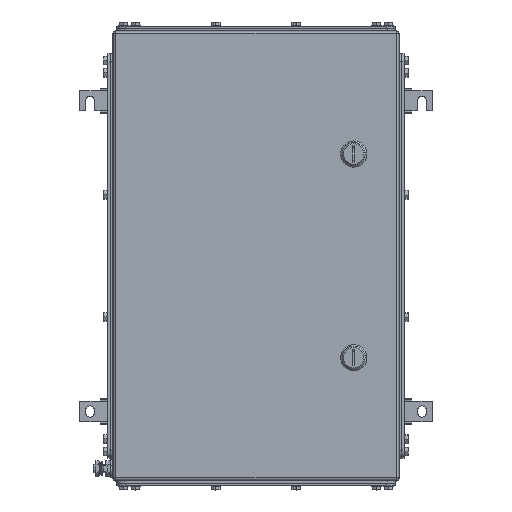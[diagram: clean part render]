
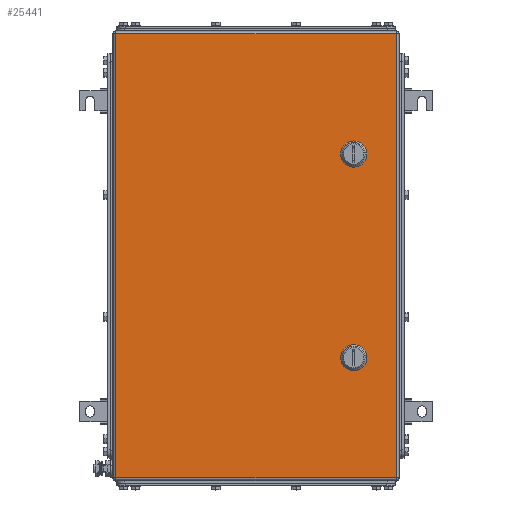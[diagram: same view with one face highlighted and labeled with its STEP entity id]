
A CAD part, top view. The second image highlights one B-rep face of the part: STEP entity #25441.
In plain terms, the highlighted planar face has unit normal (0, 0, 1).
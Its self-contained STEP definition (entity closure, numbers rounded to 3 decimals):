
#25255=AXIS2_PLACEMENT_3D('Circle Axis2P3D',#25253,#25254,$) ;
#25282=AXIS2_PLACEMENT_3D('Plane Axis2P3D',#25279,#25280,#25281) ;
#25327=AXIS2_PLACEMENT_3D('Circle Axis2P3D',#25325,#25326,$) ;
#25341=AXIS2_PLACEMENT_3D('Circle Axis2P3D',#25339,#25340,$) ;
#25355=AXIS2_PLACEMENT_3D('Circle Axis2P3D',#25353,#25354,$) ;
#25377=AXIS2_PLACEMENT_3D('Circle Axis2P3D',#25375,#25376,$) ;
#25393=AXIS2_PLACEMENT_3D('Circle Axis2P3D',#25391,#25392,$) ;
#25407=AXIS2_PLACEMENT_3D('Circle Axis2P3D',#25405,#25406,$) ;
#25421=AXIS2_PLACEMENT_3D('Circle Axis2P3D',#25419,#25420,$) ;
#25250=CARTESIAN_POINT('Vertex',(340.056,400.45,203.5)) ;
#25253=CARTESIAN_POINT('Axis2P3D Location',(335.,410.5,203.5)) ;
#25257=CARTESIAN_POINT('Vertex',(345.05,405.444,203.5)) ;
#25279=CARTESIAN_POINT('Axis2P3D Location',(215.5,286.,203.5)) ;
#25284=CARTESIAN_POINT('Line Origine',(215.5,557.5,203.5)) ;
#25288=CARTESIAN_POINT('Vertex',(387.,557.5,203.5)) ;
#25290=CARTESIAN_POINT('Vertex',(44.,557.5,203.5)) ;
#25293=CARTESIAN_POINT('Line Origine',(44.,286.,203.5)) ;
#25297=CARTESIAN_POINT('Vertex',(44.,14.5,203.5)) ;
#25300=CARTESIAN_POINT('Line Origine',(215.5,14.5,203.5)) ;
#25304=CARTESIAN_POINT('Vertex',(387.,14.5,203.5)) ;
#25307=CARTESIAN_POINT('Line Origine',(387.,286.,203.5)) ;
#25318=CARTESIAN_POINT('Line Origine',(335.,400.45,203.5)) ;
#25322=CARTESIAN_POINT('Vertex',(329.944,400.45,203.5)) ;
#25325=CARTESIAN_POINT('Axis2P3D Location',(335.,410.5,203.5)) ;
#25329=CARTESIAN_POINT('Vertex',(324.95,405.444,203.5)) ;
#25332=CARTESIAN_POINT('Line Origine',(324.95,410.5,203.5)) ;
#25336=CARTESIAN_POINT('Vertex',(324.95,415.556,203.5)) ;
#25339=CARTESIAN_POINT('Axis2P3D Location',(335.,410.5,203.5)) ;
#25343=CARTESIAN_POINT('Vertex',(329.944,420.55,203.5)) ;
#25346=CARTESIAN_POINT('Line Origine',(335.,420.55,203.5)) ;
#25350=CARTESIAN_POINT('Vertex',(340.056,420.55,203.5)) ;
#25353=CARTESIAN_POINT('Axis2P3D Location',(335.,410.5,203.5)) ;
#25357=CARTESIAN_POINT('Vertex',(345.05,415.556,203.5)) ;
#25360=CARTESIAN_POINT('Line Origine',(345.05,410.5,203.5)) ;
#25375=CARTESIAN_POINT('Axis2P3D Location',(335.,161.5,203.5)) ;
#25379=CARTESIAN_POINT('Vertex',(340.056,151.45,203.5)) ;
#25381=CARTESIAN_POINT('Vertex',(345.05,156.444,203.5)) ;
#25384=CARTESIAN_POINT('Line Origine',(335.,151.45,203.5)) ;
#25388=CARTESIAN_POINT('Vertex',(329.944,151.45,203.5)) ;
#25391=CARTESIAN_POINT('Axis2P3D Location',(335.,161.5,203.5)) ;
#25395=CARTESIAN_POINT('Vertex',(324.95,156.444,203.5)) ;
#25398=CARTESIAN_POINT('Line Origine',(324.95,161.5,203.5)) ;
#25402=CARTESIAN_POINT('Vertex',(324.95,166.556,203.5)) ;
#25405=CARTESIAN_POINT('Axis2P3D Location',(335.,161.5,203.5)) ;
#25409=CARTESIAN_POINT('Vertex',(329.944,171.55,203.5)) ;
#25412=CARTESIAN_POINT('Line Origine',(335.,171.55,203.5)) ;
#25416=CARTESIAN_POINT('Vertex',(340.056,171.55,203.5)) ;
#25419=CARTESIAN_POINT('Axis2P3D Location',(335.,161.5,203.5)) ;
#25423=CARTESIAN_POINT('Vertex',(345.05,166.556,203.5)) ;
#25426=CARTESIAN_POINT('Line Origine',(345.05,161.5,203.5)) ;
#25254=DIRECTION('Axis2P3D Direction',(0.,0.,1.)) ;
#25280=DIRECTION('Axis2P3D Direction',(0.,0.,1.)) ;
#25281=DIRECTION('Axis2P3D XDirection',(1.,0.,0.)) ;
#25285=DIRECTION('Vector Direction',(1.,0.,0.)) ;
#25294=DIRECTION('Vector Direction',(0.,-1.,0.)) ;
#25301=DIRECTION('Vector Direction',(1.,0.,0.)) ;
#25308=DIRECTION('Vector Direction',(0.,1.,0.)) ;
#25319=DIRECTION('Vector Direction',(1.,0.,0.)) ;
#25326=DIRECTION('Axis2P3D Direction',(0.,0.,1.)) ;
#25333=DIRECTION('Vector Direction',(0.,1.,0.)) ;
#25340=DIRECTION('Axis2P3D Direction',(0.,0.,1.)) ;
#25347=DIRECTION('Vector Direction',(1.,0.,0.)) ;
#25354=DIRECTION('Axis2P3D Direction',(0.,0.,1.)) ;
#25361=DIRECTION('Vector Direction',(0.,-1.,0.)) ;
#25376=DIRECTION('Axis2P3D Direction',(0.,0.,1.)) ;
#25385=DIRECTION('Vector Direction',(1.,0.,0.)) ;
#25392=DIRECTION('Axis2P3D Direction',(0.,0.,1.)) ;
#25399=DIRECTION('Vector Direction',(0.,1.,0.)) ;
#25406=DIRECTION('Axis2P3D Direction',(0.,0.,1.)) ;
#25413=DIRECTION('Vector Direction',(1.,0.,0.)) ;
#25420=DIRECTION('Axis2P3D Direction',(0.,0.,1.)) ;
#25427=DIRECTION('Vector Direction',(0.,-1.,0.)) ;
#25286=VECTOR('Line Direction',#25285,1.) ;
#25295=VECTOR('Line Direction',#25294,1.) ;
#25302=VECTOR('Line Direction',#25301,1.) ;
#25309=VECTOR('Line Direction',#25308,1.) ;
#25320=VECTOR('Line Direction',#25319,1.) ;
#25334=VECTOR('Line Direction',#25333,1.) ;
#25348=VECTOR('Line Direction',#25347,1.) ;
#25362=VECTOR('Line Direction',#25361,1.) ;
#25386=VECTOR('Line Direction',#25385,1.) ;
#25400=VECTOR('Line Direction',#25399,1.) ;
#25414=VECTOR('Line Direction',#25413,1.) ;
#25428=VECTOR('Line Direction',#25427,1.) ;
#25313=ORIENTED_EDGE('',*,*,#25292,.T.) ;
#25314=ORIENTED_EDGE('',*,*,#25299,.T.) ;
#25315=ORIENTED_EDGE('',*,*,#25306,.T.) ;
#25316=ORIENTED_EDGE('',*,*,#25311,.T.) ;
#25366=ORIENTED_EDGE('',*,*,#25324,.F.) ;
#25367=ORIENTED_EDGE('',*,*,#25331,.F.) ;
#25368=ORIENTED_EDGE('',*,*,#25338,.T.) ;
#25369=ORIENTED_EDGE('',*,*,#25345,.F.) ;
#25370=ORIENTED_EDGE('',*,*,#25352,.T.) ;
#25371=ORIENTED_EDGE('',*,*,#25359,.F.) ;
#25372=ORIENTED_EDGE('',*,*,#25364,.T.) ;
#25373=ORIENTED_EDGE('',*,*,#25259,.F.) ;
#25432=ORIENTED_EDGE('',*,*,#25383,.F.) ;
#25433=ORIENTED_EDGE('',*,*,#25390,.F.) ;
#25434=ORIENTED_EDGE('',*,*,#25397,.F.) ;
#25435=ORIENTED_EDGE('',*,*,#25404,.T.) ;
#25436=ORIENTED_EDGE('',*,*,#25411,.F.) ;
#25437=ORIENTED_EDGE('',*,*,#25418,.T.) ;
#25438=ORIENTED_EDGE('',*,*,#25425,.F.) ;
#25439=ORIENTED_EDGE('',*,*,#25430,.T.) ;
#25374=FACE_BOUND('',#25365,.T.) ;
#25440=FACE_BOUND('',#25431,.T.) ;
#25441=ADVANCED_FACE('ZUB_KTB_QL_553520_4GP_AllCATPart.1\\ZUB_DE_KTB_QL.1\\DE_KTB_MH_PART_MASTER.1\\Koerper.2',(#25317,#25374,#25440),#25283,.T.) ;
#25256=CIRCLE('generated circle',#25255,11.25) ;
#25328=CIRCLE('generated circle',#25327,11.25) ;
#25342=CIRCLE('generated circle',#25341,11.25) ;
#25356=CIRCLE('generated circle',#25355,11.25) ;
#25378=CIRCLE('generated circle',#25377,11.25) ;
#25394=CIRCLE('generated circle',#25393,11.25) ;
#25408=CIRCLE('generated circle',#25407,11.25) ;
#25422=CIRCLE('generated circle',#25421,11.25) ;
#25259=EDGE_CURVE('',#25251,#25258,#25256,.T.) ;
#25292=EDGE_CURVE('',#25289,#25291,#25287,.F.) ;
#25299=EDGE_CURVE('',#25291,#25298,#25296,.T.) ;
#25306=EDGE_CURVE('',#25298,#25305,#25303,.T.) ;
#25311=EDGE_CURVE('',#25305,#25289,#25310,.T.) ;
#25324=EDGE_CURVE('',#25323,#25251,#25321,.T.) ;
#25331=EDGE_CURVE('',#25330,#25323,#25328,.T.) ;
#25338=EDGE_CURVE('',#25330,#25337,#25335,.T.) ;
#25345=EDGE_CURVE('',#25344,#25337,#25342,.T.) ;
#25352=EDGE_CURVE('',#25344,#25351,#25349,.T.) ;
#25359=EDGE_CURVE('',#25358,#25351,#25356,.T.) ;
#25364=EDGE_CURVE('',#25358,#25258,#25363,.T.) ;
#25383=EDGE_CURVE('',#25380,#25382,#25378,.T.) ;
#25390=EDGE_CURVE('',#25389,#25380,#25387,.T.) ;
#25397=EDGE_CURVE('',#25396,#25389,#25394,.T.) ;
#25404=EDGE_CURVE('',#25396,#25403,#25401,.T.) ;
#25411=EDGE_CURVE('',#25410,#25403,#25408,.T.) ;
#25418=EDGE_CURVE('',#25410,#25417,#25415,.T.) ;
#25425=EDGE_CURVE('',#25424,#25417,#25422,.T.) ;
#25430=EDGE_CURVE('',#25424,#25382,#25429,.T.) ;
#25312=EDGE_LOOP('',(#25313,#25314,#25315,#25316)) ;
#25365=EDGE_LOOP('',(#25366,#25367,#25368,#25369,#25370,#25371,#25372,#25373)) ;
#25431=EDGE_LOOP('',(#25432,#25433,#25434,#25435,#25436,#25437,#25438,#25439)) ;
#25317=FACE_OUTER_BOUND('',#25312,.T.) ;
#25287=LINE('Line',#25284,#25286) ;
#25296=LINE('Line',#25293,#25295) ;
#25303=LINE('Line',#25300,#25302) ;
#25310=LINE('Line',#25307,#25309) ;
#25321=LINE('Line',#25318,#25320) ;
#25335=LINE('Line',#25332,#25334) ;
#25349=LINE('Line',#25346,#25348) ;
#25363=LINE('Line',#25360,#25362) ;
#25387=LINE('Line',#25384,#25386) ;
#25401=LINE('Line',#25398,#25400) ;
#25415=LINE('Line',#25412,#25414) ;
#25429=LINE('Line',#25426,#25428) ;
#25283=PLANE('',#25282) ;
#25251=VERTEX_POINT('',#25250) ;
#25258=VERTEX_POINT('',#25257) ;
#25289=VERTEX_POINT('',#25288) ;
#25291=VERTEX_POINT('',#25290) ;
#25298=VERTEX_POINT('',#25297) ;
#25305=VERTEX_POINT('',#25304) ;
#25323=VERTEX_POINT('',#25322) ;
#25330=VERTEX_POINT('',#25329) ;
#25337=VERTEX_POINT('',#25336) ;
#25344=VERTEX_POINT('',#25343) ;
#25351=VERTEX_POINT('',#25350) ;
#25358=VERTEX_POINT('',#25357) ;
#25380=VERTEX_POINT('',#25379) ;
#25382=VERTEX_POINT('',#25381) ;
#25389=VERTEX_POINT('',#25388) ;
#25396=VERTEX_POINT('',#25395) ;
#25403=VERTEX_POINT('',#25402) ;
#25410=VERTEX_POINT('',#25409) ;
#25417=VERTEX_POINT('',#25416) ;
#25424=VERTEX_POINT('',#25423) ;
